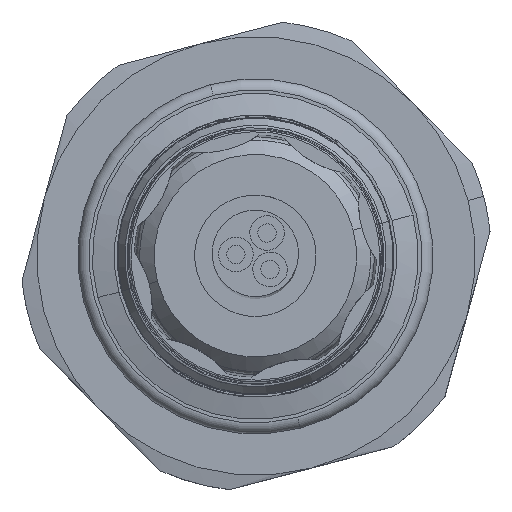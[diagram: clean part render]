
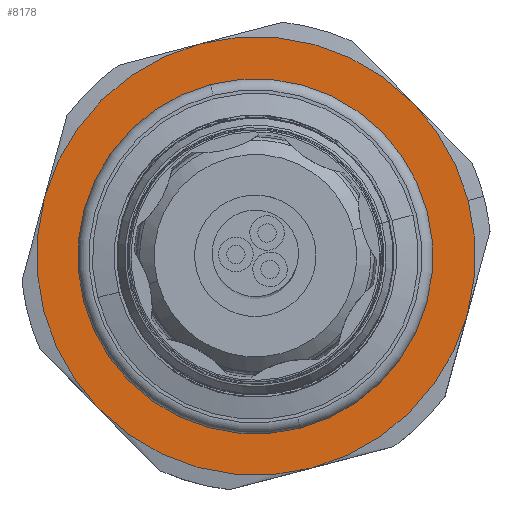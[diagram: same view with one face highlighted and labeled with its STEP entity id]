
A CAD part, top view. The second image highlights one B-rep face of the part: STEP entity #8178.
In plain terms, the highlighted planar face has unit normal (0, 0, 1).
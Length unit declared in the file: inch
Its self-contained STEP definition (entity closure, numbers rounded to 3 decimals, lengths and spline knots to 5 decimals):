
#182 = CARTESIAN_POINT ( 'NONE',  ( 3.04299, 0.38472, 1.63642 ) ) ;
#239 = FACE_BOUND ( 'NONE', #26706, .T. ) ;
#629 = CARTESIAN_POINT ( 'NONE',  ( 2.73414, 1.56395, 1.63642 ) ) ;
#1005 = CIRCLE ( 'NONE', #9515, 1.219 ) ;
#1775 = ORIENTED_EDGE ( 'NONE', *, *, #56417, .T. ) ;
#1782 = DIRECTION ( 'NONE',  ( 0., 0., 1. ) ) ;
#1934 = CARTESIAN_POINT ( 'NONE',  ( 3.91336, 1.8728, 1.63642 ) ) ;
#6056 = CIRCLE ( 'NONE', #7935, 0.945 ) ;
#7935 = AXIS2_PLACEMENT_3D ( 'NONE', #42086, #42377, #19490 ) ;
#7953 = CARTESIAN_POINT ( 'NONE',  ( 1.86732, 0.70686, 1.63642 ) ) ;
#8178 = ADVANCED_FACE ( 'NONE', ( #239, #13292 ), #36198, .T. ) ;
#8493 = DIRECTION ( 'NONE',  ( 0., 0., 1. ) ) ;
#8814 = CARTESIAN_POINT ( 'NONE',  ( 2.73414, 1.56395, 1.63642 ) ) ;
#9368 = VERTEX_POINT ( 'NONE', #1934 ) ;
#9515 = AXIS2_PLACEMENT_3D ( 'NONE', #35602, #8493, #21341 ) ;
#10392 = CARTESIAN_POINT ( 'NONE',  ( 2.42528, 2.74317, 1.63642 ) ) ;
#10465 = DIRECTION ( 'NONE',  ( 0.967, 0.253, 0. ) ) ;
#10812 = CIRCLE ( 'NONE', #52586, 1.219 ) ;
#11300 = DIRECTION ( 'NONE',  ( -0.967, -0.253, 0. ) ) ;
#11522 = VERTEX_POINT ( 'NONE', #29943 ) ;
#11833 = VERTEX_POINT ( 'NONE', #182 ) ;
#12316 = CARTESIAN_POINT ( 'NONE',  ( 2.73414, 1.56395, 1.63642 ) ) ;
#13292 = FACE_OUTER_BOUND ( 'NONE', #48926, .T. ) ;
#16608 = AXIS2_PLACEMENT_3D ( 'NONE', #52256, #52542, #47824 ) ;
#17252 = CARTESIAN_POINT ( 'NONE',  ( 1.55847, 1.88609, 1.63642 ) ) ;
#18048 = DIRECTION ( 'NONE',  ( 0., 0., 1. ) ) ;
#19490 = DIRECTION ( 'NONE',  ( -0.967, -0.253, 0. ) ) ;
#21341 = DIRECTION ( 'NONE',  ( 0.967, 0.253, 0. ) ) ;
#21435 = ORIENTED_EDGE ( 'NONE', *, *, #54460, .T. ) ;
#21947 = ORIENTED_EDGE ( 'NONE', *, *, #32213, .T. ) ;
#22229 = VERTEX_POINT ( 'NONE', #17252 ) ;
#22518 = DIRECTION ( 'NONE',  ( 0., 0., 1. ) ) ;
#23164 = CARTESIAN_POINT ( 'NONE',  ( 1.81997, 1.32452, 1.63642 ) ) ;
#23656 = CIRCLE ( 'NONE', #28384, 1.219 ) ;
#24233 = CIRCLE ( 'NONE', #35652, 1.219 ) ;
#26693 = DIRECTION ( 'NONE',  ( 0., 0., 1. ) ) ;
#26706 = EDGE_LOOP ( 'NONE', ( #30522, #21435 ) ) ;
#27001 = DIRECTION ( 'NONE',  ( 0.967, 0.253, 0. ) ) ;
#28384 = AXIS2_PLACEMENT_3D ( 'NONE', #29227, #33348, #10465 ) ;
#29227 = CARTESIAN_POINT ( 'NONE',  ( 2.73414, 1.56395, 1.63642 ) ) ;
#29943 = CARTESIAN_POINT ( 'NONE',  ( 3.60095, 2.42103, 1.63642 ) ) ;
#29972 = VERTEX_POINT ( 'NONE', #47177 ) ;
#30522 = ORIENTED_EDGE ( 'NONE', *, *, #47667, .T. ) ;
#32213 = EDGE_CURVE ( 'NONE', #11522, #39827, #1005, .T. ) ;
#32873 = AXIS2_PLACEMENT_3D ( 'NONE', #43399, #38662, #11300 ) ;
#33348 = DIRECTION ( 'NONE',  ( 0., 0., 1. ) ) ;
#33524 = DIRECTION ( 'NONE',  ( 0., 0., 1. ) ) ;
#33835 = CIRCLE ( 'NONE', #32873, 0.945 ) ;
#35194 = ORIENTED_EDGE ( 'NONE', *, *, #38165, .T. ) ;
#35602 = CARTESIAN_POINT ( 'NONE',  ( 2.73414, 1.56395, 1.63642 ) ) ;
#35652 = AXIS2_PLACEMENT_3D ( 'NONE', #36421, #22518, #36147 ) ;
#36147 = DIRECTION ( 'NONE',  ( 0.967, 0.253, 0. ) ) ;
#36198 = PLANE ( 'NONE',  #48421 ) ;
#36421 = CARTESIAN_POINT ( 'NONE',  ( 2.73414, 1.56395, 1.63642 ) ) ;
#36768 = CARTESIAN_POINT ( 'NONE',  ( 1.69533, 1.70668, 1.63642 ) ) ;
#37690 = AXIS2_PLACEMENT_3D ( 'NONE', #8814, #18048, #27001 ) ;
#38165 = EDGE_CURVE ( 'NONE', #11833, #29972, #24233, .T. ) ;
#38662 = DIRECTION ( 'NONE',  ( 0., 0., -1. ) ) ;
#39223 = VERTEX_POINT ( 'NONE', #23164 ) ;
#39448 = VERTEX_POINT ( 'NONE', #41760 ) ;
#39827 = VERTEX_POINT ( 'NONE', #10392 ) ;
#41321 = DIRECTION ( 'NONE',  ( 0.967, 0.253, 0. ) ) ;
#41760 = CARTESIAN_POINT ( 'NONE',  ( 3.6483, 1.80338, 1.63642 ) ) ;
#42086 = CARTESIAN_POINT ( 'NONE',  ( 2.73414, 1.56395, 1.63642 ) ) ;
#42254 = CIRCLE ( 'NONE', #16608, 1.219 ) ;
#42377 = DIRECTION ( 'NONE',  ( 0., 0., -1. ) ) ;
#43399 = CARTESIAN_POINT ( 'NONE',  ( 2.73414, 1.56395, 1.63642 ) ) ;
#46132 = AXIS2_PLACEMENT_3D ( 'NONE', #629, #1782, #41321 ) ;
#47141 = CIRCLE ( 'NONE', #37690, 1.219 ) ;
#47177 = CARTESIAN_POINT ( 'NONE',  ( 3.9098, 1.24181, 1.63642 ) ) ;
#47667 = EDGE_CURVE ( 'NONE', #39448, #39223, #6056, .T. ) ;
#47824 = DIRECTION ( 'NONE',  ( 0.967, 0.253, 0. ) ) ;
#48003 = EDGE_CURVE ( 'NONE', #22229, #53901, #10812, .T. ) ;
#48421 = AXIS2_PLACEMENT_3D ( 'NONE', #36768, #26693, #54873 ) ;
#48926 = EDGE_LOOP ( 'NONE', ( #57544, #55468, #21947, #54842, #56975, #1775, #35194 ) ) ;
#50356 = EDGE_CURVE ( 'NONE', #39827, #22229, #54608, .T. ) ;
#51282 = EDGE_CURVE ( 'NONE', #9368, #11522, #47141, .T. ) ;
#52256 = CARTESIAN_POINT ( 'NONE',  ( 2.73414, 1.56395, 1.63642 ) ) ;
#52463 = EDGE_CURVE ( 'NONE', #29972, #9368, #42254, .T. ) ;
#52542 = DIRECTION ( 'NONE',  ( 0., 0., 1. ) ) ;
#52586 = AXIS2_PLACEMENT_3D ( 'NONE', #12316, #33524, #53298 ) ;
#53298 = DIRECTION ( 'NONE',  ( 0.967, 0.253, 0. ) ) ;
#53901 = VERTEX_POINT ( 'NONE', #7953 ) ;
#54460 = EDGE_CURVE ( 'NONE', #39223, #39448, #33835, .T. ) ;
#54608 = CIRCLE ( 'NONE', #46132, 1.219 ) ;
#54842 = ORIENTED_EDGE ( 'NONE', *, *, #50356, .T. ) ;
#54873 = DIRECTION ( 'NONE',  ( 0.967, 0.253, 0. ) ) ;
#55468 = ORIENTED_EDGE ( 'NONE', *, *, #51282, .T. ) ;
#56417 = EDGE_CURVE ( 'NONE', #53901, #11833, #23656, .T. ) ;
#56975 = ORIENTED_EDGE ( 'NONE', *, *, #48003, .T. ) ;
#57544 = ORIENTED_EDGE ( 'NONE', *, *, #52463, .T. ) ;
